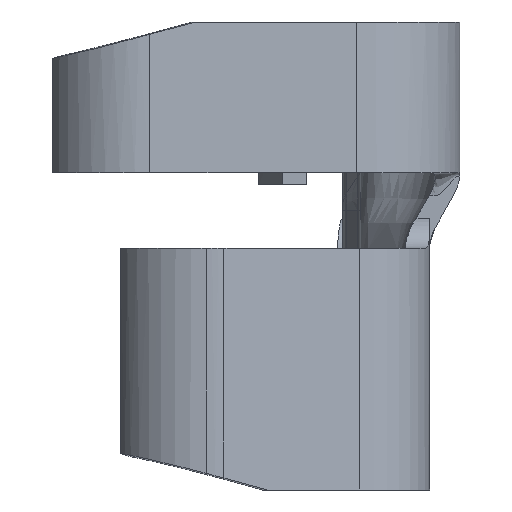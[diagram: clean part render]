
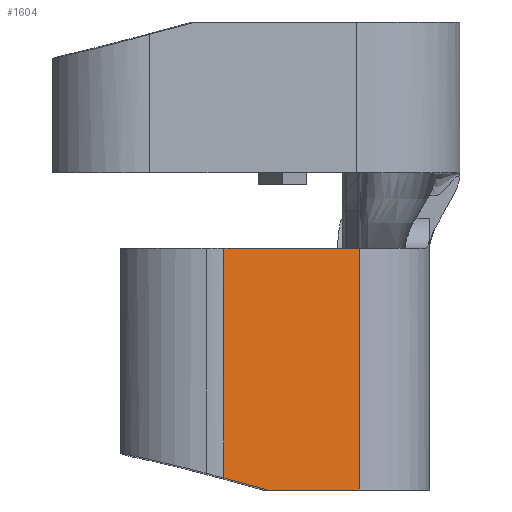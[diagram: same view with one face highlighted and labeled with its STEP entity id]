
A CAD part, left-side view. The second image highlights one B-rep face of the part: STEP entity #1604.
In plain terms, the highlighted planar face has unit normal (-0.982, -0.191, 0).
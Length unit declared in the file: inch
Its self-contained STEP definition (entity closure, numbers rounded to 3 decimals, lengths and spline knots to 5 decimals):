
#186 = DIRECTION ( 'NONE',  ( -0.184, 0.948, 0.259 ) ) ;
#385 = PLANE ( 'NONE',  #13615 ) ;
#682 = EDGE_CURVE ( 'NONE', #9996, #2407, #6373, .T. ) ;
#785 = EDGE_LOOP ( 'NONE', ( #7992, #13733, #2570, #2901, #11562 ) ) ;
#786 = LINE ( 'NONE', #3330, #3344 ) ;
#992 = EDGE_CURVE ( 'NONE', #10347, #9996, #786, .T. ) ;
#1252 = CARTESIAN_POINT ( 'NONE',  ( -0.57144, 0.01654, -0.155 ) ) ;
#1437 = VECTOR ( 'NONE', #7258, 39.37008 ) ;
#1604 = ADVANCED_FACE ( 'NONE', ( #9402 ), #385, .T. ) ;
#1642 = EDGE_CURVE ( 'NONE', #10347, #12777, #8005, .T. ) ;
#1771 = LINE ( 'NONE', #12614, #1437 ) ;
#2239 = VECTOR ( 'NONE', #10572, 39.37008 ) ;
#2281 = DIRECTION ( 'NONE',  ( -0.191, 0.982, 0. ) ) ;
#2407 = VERTEX_POINT ( 'NONE', #6890 ) ;
#2473 = VERTEX_POINT ( 'NONE', #8091 ) ;
#2570 = ORIENTED_EDGE ( 'NONE', *, *, #992, .F. ) ;
#2901 = ORIENTED_EDGE ( 'NONE', *, *, #1642, .T. ) ;
#3152 = VECTOR ( 'NONE', #2281, 39.37008 ) ;
#3330 = CARTESIAN_POINT ( 'NONE',  ( -0.57144, 0.01654, 0.005 ) ) ;
#3344 = VECTOR ( 'NONE', #11963, 39.37008 ) ;
#3666 = DIRECTION ( 'NONE',  ( 0.191, -0.982, 0. ) ) ;
#3826 = CARTESIAN_POINT ( 'NONE',  ( -0.58886, 0.1062, 0.005 ) ) ;
#5601 = CARTESIAN_POINT ( 'NONE',  ( -0.57144, 0.01654, -0.155 ) ) ;
#6373 = LINE ( 'NONE', #1252, #3152 ) ;
#6890 = CARTESIAN_POINT ( 'NONE',  ( -0.58325, 0.07733, -0.155 ) ) ;
#7258 = DIRECTION ( 'NONE',  ( 0., 0., -1. ) ) ;
#7261 = VECTOR ( 'NONE', #186, 39.37008 ) ;
#7620 = EDGE_CURVE ( 'NONE', #2407, #2473, #12991, .T. ) ;
#7992 = ORIENTED_EDGE ( 'NONE', *, *, #7620, .F. ) ;
#8005 = LINE ( 'NONE', #12670, #2239 ) ;
#8091 = CARTESIAN_POINT ( 'NONE',  ( -0.58886, 0.1062, -0.14712 ) ) ;
#9017 = CARTESIAN_POINT ( 'NONE',  ( -0.57144, 0.01654, 0.005 ) ) ;
#9402 = FACE_OUTER_BOUND ( 'NONE', #785, .T. ) ;
#9996 = VERTEX_POINT ( 'NONE', #5601 ) ;
#10130 = DIRECTION ( 'NONE',  ( -0.982, -0.191, 0. ) ) ;
#10347 = VERTEX_POINT ( 'NONE', #11164 ) ;
#10538 = EDGE_CURVE ( 'NONE', #12777, #2473, #1771, .T. ) ;
#10572 = DIRECTION ( 'NONE',  ( -0.191, 0.982, 0. ) ) ;
#10996 = CARTESIAN_POINT ( 'NONE',  ( -0.58325, 0.07733, -0.155 ) ) ;
#11164 = CARTESIAN_POINT ( 'NONE',  ( -0.57144, 0.01654, 0.005 ) ) ;
#11562 = ORIENTED_EDGE ( 'NONE', *, *, #10538, .T. ) ;
#11963 = DIRECTION ( 'NONE',  ( 0., 0., -1. ) ) ;
#12614 = CARTESIAN_POINT ( 'NONE',  ( -0.58886, 0.1062, 0.005 ) ) ;
#12670 = CARTESIAN_POINT ( 'NONE',  ( -0.57144, 0.01654, 0.005 ) ) ;
#12777 = VERTEX_POINT ( 'NONE', #3826 ) ;
#12991 = LINE ( 'NONE', #10996, #7261 ) ;
#13615 = AXIS2_PLACEMENT_3D ( 'NONE', #9017, #10130, #3666 ) ;
#13733 = ORIENTED_EDGE ( 'NONE', *, *, #682, .F. ) ;
